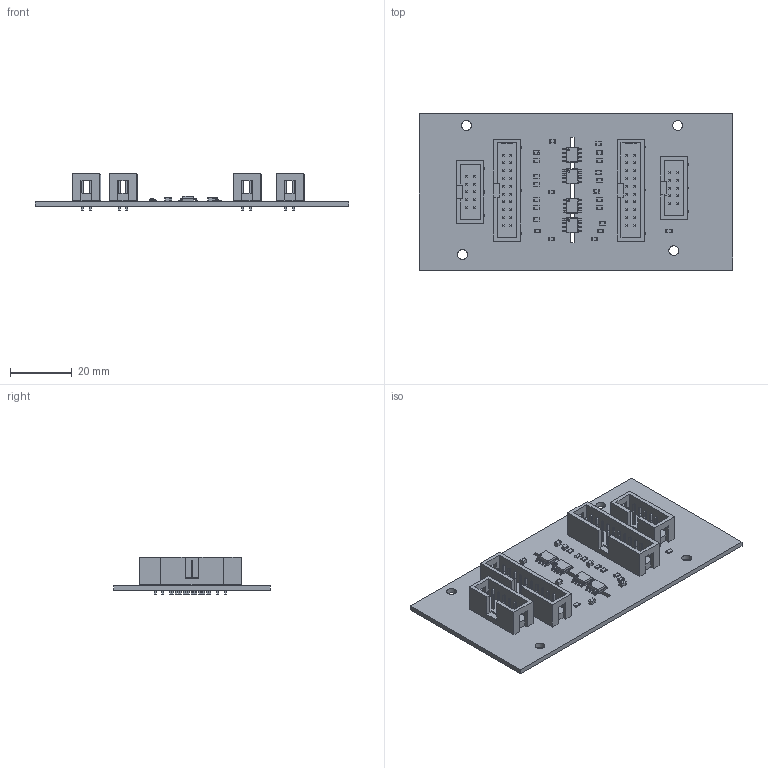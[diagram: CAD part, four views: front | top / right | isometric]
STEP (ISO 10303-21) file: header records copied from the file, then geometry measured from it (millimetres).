
FILE_DESCRIPTION(('KiCad electronic assembly'),'2;1');
FILE_NAME('Isolated_JTAG.step','2021-09-19T13:14:31',('An Author'),( 'A Company'),'Open CASCADE STEP processor 6.9', 'KiCad to STEP converter','Unknown');
FILE_SCHEMA(('AUTOMOTIVE_DESIGN { 1 0 10303 214 1 1 1 1 }'));
Length unit declared in the file: millimetre
Products named in the file (14): Open CASCADE STEP translator 6.9 1; R_0805_2012Metric; SOLID; IDC-Header_2x05_P2.54mm_Vertical; SOIC-8_3.9x4.9mm_P1.27mm; LED_0805_2012Metric; IDC-Header_2x10_P2.54mm_Vertical; C_0805_2012Metric; COMPOUND
Assembly tree (38 placements, depth 3):
  Open CASCADE STEP translator 6.9 1
    R_0805_2012Metric  x15
      SOLID
    IDC-Header_2x05_P2.54mm_Vertical  x2
      SOLID
    SOIC-8_3.9x4.9mm_P1.27mm  x4
      SOLID
    LED_0805_2012Metric  x2
      SOLID
    IDC-Header_2x10_P2.54mm_Vertical  x2
      SOLID
    C_0805_2012Metric  x6
      SOLID
    COMPOUND
Bounding box: 101.6 x 50.8 x 12.1 mm (x, y, z)
Volume: 12406.9 mm3; surface area: 18633.2 mm2
Topology: 32 solids, 32 shells, 2605 faces, 6429 edges, 4034 vertices
Faces by surface type: plane 2037, cylinder 440, bspline 128
Full cylindrical faces by diameter (mm): 0.6 x4, 1 x84, 3.2 x4
Entity records: 65412 total; most frequent: CARTESIAN_POINT 11115, DIRECTION 8926, LINE 6313, VECTOR 6313, ORIENTED_EDGE 4670, PCURVE 4670, DEFINITIONAL_REPRESENTATION 4670, EDGE_CURVE 2335
